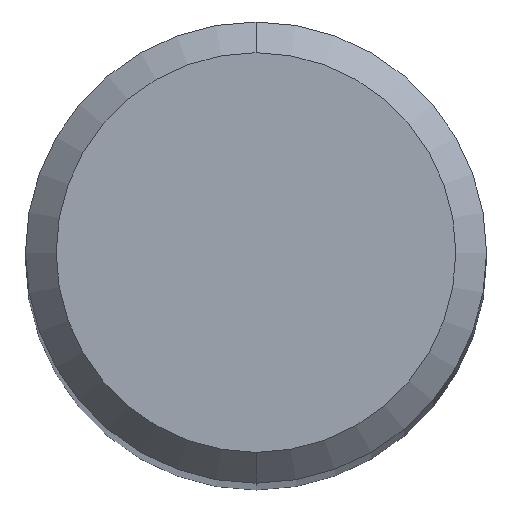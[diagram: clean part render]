
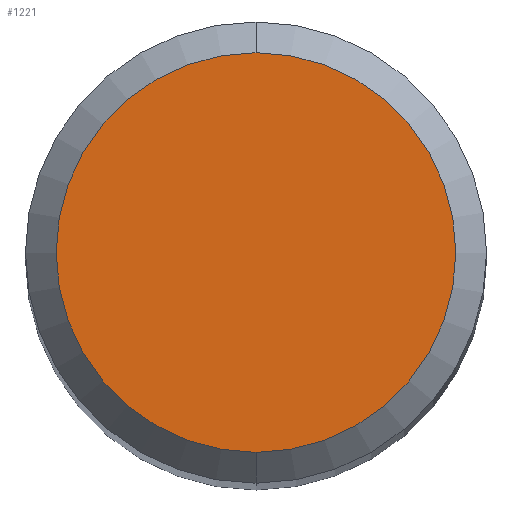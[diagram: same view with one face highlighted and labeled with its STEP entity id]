
A CAD part, top view. The second image highlights one B-rep face of the part: STEP entity #1221.
In plain terms, the highlighted planar face has unit normal (0, 0, 1).
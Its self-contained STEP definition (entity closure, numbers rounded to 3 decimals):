
#633=VERTEX_POINT('',#1821);
#987=EDGE_CURVE('',#633,#1675,#2203,.T.);
#1095=EDGE_CURVE('',#1675,#633,#2326,.T.);
#1221=ADVANCED_FACE('',(#2463),#2464,.T.);
#1675=VERTEX_POINT('',#2956);
#1821=CARTESIAN_POINT('',(0.0,2.6,0.0));
#2203=CIRCLE('',#5394,2.6);
#2326=CIRCLE('',#7027,2.6);
#2463=FACE_OUTER_BOUND('',#8262,.T.);
#2464=PLANE('',#8263);
#2956=CARTESIAN_POINT('',(0.,-2.6,0.0));
#5394=AXIS2_PLACEMENT_3D('',#13537,#13538,#13539);
#7027=AXIS2_PLACEMENT_3D('',#13720,#13721,#13722);
#8262=EDGE_LOOP('',(#13882,#13883));
#8263=AXIS2_PLACEMENT_3D('',#13884,#13885,#13886);
#13537=CARTESIAN_POINT('',(0.0,0.0,0.0));
#13538=DIRECTION('',(0.0,0.0,-1.0));
#13539=DIRECTION('',(0.0,1.0,0.0));
#13720=CARTESIAN_POINT('',(0.0,0.0,0.0));
#13721=DIRECTION('',(0.0,0.0,-1.0));
#13722=DIRECTION('',(0.0,1.0,0.0));
#13882=ORIENTED_EDGE('',*,*,#987,.F.);
#13883=ORIENTED_EDGE('',*,*,#1095,.F.);
#13884=CARTESIAN_POINT('',(0.0,1.3,0.0));
#13885=DIRECTION('',(-0.0,0.0,1.0));
#13886=DIRECTION('',(0.0,-1.0,0.0));
